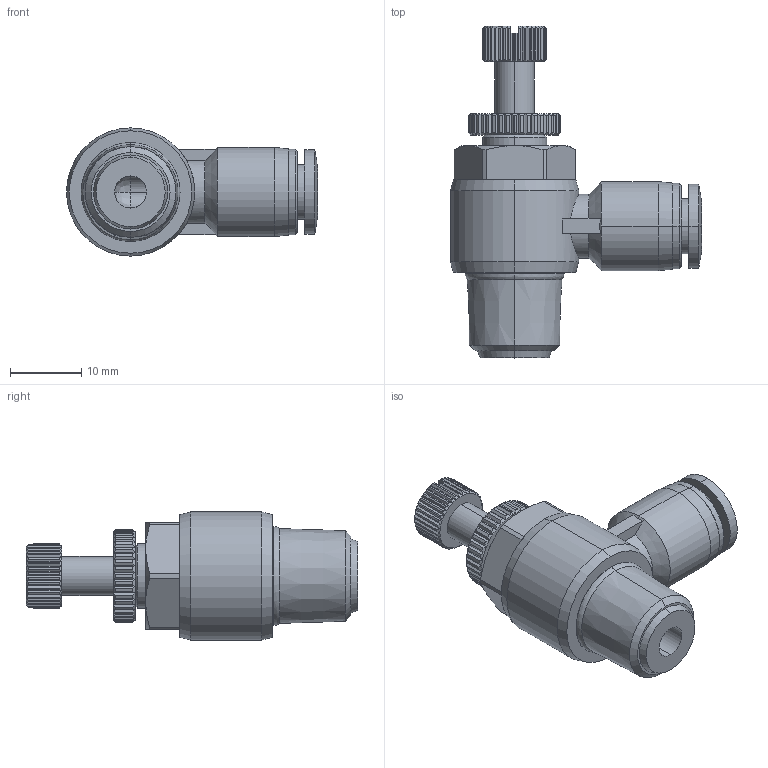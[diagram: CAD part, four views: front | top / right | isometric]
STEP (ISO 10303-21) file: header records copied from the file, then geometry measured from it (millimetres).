
FILE_DESCRIPTION (( 'STEP AP214' ), '1' );
FILE_NAME ('FVS6M-14R.step', '2016-02-24T20:36:27', ( '' ), ( '' ), 'SwSTEP 2.0', 'SolidWorks 2015', '' );
FILE_SCHEMA (( 'AUTOMOTIVE_DESIGN' ));
Length unit declared in the file: inch
Products named in the file (1): FVS6M-14R
Bounding box: 35.25 x 46.6 x 18 mm (x, y, z)
Volume: 7611.4 mm3; surface area: 4133.2 mm2
Topology: 1 solids, 1 shells, 417 faces, 1020 edges, 616 vertices
Faces by surface type: plane 187, cone 112, cylinder 110, bspline 6, torus 2
Entity records: 18249 total; most frequent: CARTESIAN_POINT 3468, ORIENTED_EDGE 2036, DIRECTION 1850, EDGE_CURVE 1018, AXIS2_PLACEMENT_3D 762, VERTEX_POINT 616, EDGE_LOOP 432, LENGTH_MEASURE_WITH_UNIT 420
